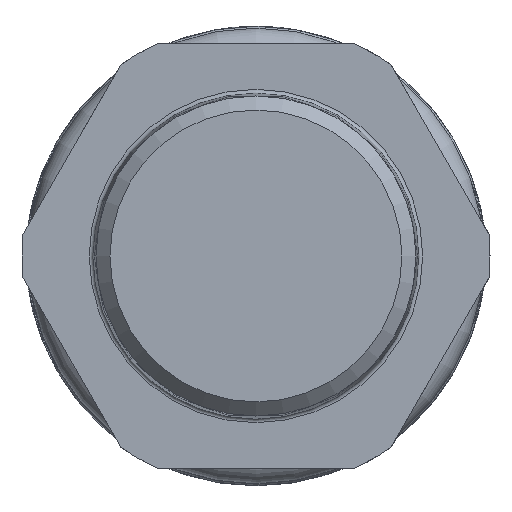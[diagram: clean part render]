
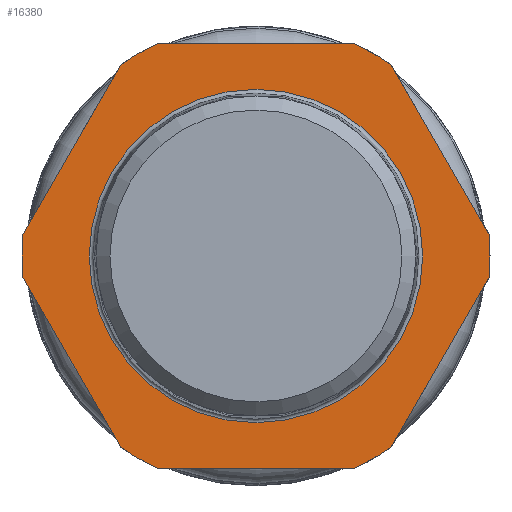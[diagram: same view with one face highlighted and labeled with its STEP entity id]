
A CAD part, left-side view. The second image highlights one B-rep face of the part: STEP entity #16380.
In plain terms, the highlighted planar face has unit normal (-1, 0, 0).
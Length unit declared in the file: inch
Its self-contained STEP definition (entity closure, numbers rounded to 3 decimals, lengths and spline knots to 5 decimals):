
#129=FACE_BOUND('',#3839,.T.);
#1855=CIRCLE('',#18008,0.84961);
#1856=CIRCLE('',#18009,0.84961);
#1860=CIRCLE('',#18015,1.19291);
#1861=CIRCLE('',#18016,1.19291);
#1862=CIRCLE('',#18017,1.19291);
#1863=CIRCLE('',#18018,1.19291);
#1864=CIRCLE('',#18019,1.19291);
#1865=CIRCLE('',#18020,1.19291);
#2929=FACE_OUTER_BOUND('',#3838,.T.);
#3838=EDGE_LOOP('',(#15006,#15007,#15008,#15009,#15010,#15011,#15012,#15013,
#15014,#15015,#15016,#15017));
#3839=EDGE_LOOP('',(#15018,#15019));
#4834=LINE('',#33459,#5545);
#4835=LINE('',#33463,#5546);
#4836=LINE('',#33467,#5547);
#4837=LINE('',#33471,#5548);
#4838=LINE('',#33475,#5549);
#4839=LINE('',#33479,#5550);
#5545=VECTOR('',#21935,0.3937);
#5546=VECTOR('',#21938,0.3937);
#5547=VECTOR('',#21941,0.3937);
#5548=VECTOR('',#21944,0.3937);
#5549=VECTOR('',#21947,0.3937);
#5550=VECTOR('',#21950,0.3937);
#7731=VERTEX_POINT('',#33444);
#7732=VERTEX_POINT('',#33446);
#7735=VERTEX_POINT('',#33457);
#7736=VERTEX_POINT('',#33458);
#7737=VERTEX_POINT('',#33460);
#7738=VERTEX_POINT('',#33462);
#7739=VERTEX_POINT('',#33464);
#7740=VERTEX_POINT('',#33466);
#7741=VERTEX_POINT('',#33468);
#7742=VERTEX_POINT('',#33470);
#7743=VERTEX_POINT('',#33472);
#7744=VERTEX_POINT('',#33474);
#7745=VERTEX_POINT('',#33476);
#7746=VERTEX_POINT('',#33478);
#10165=EDGE_CURVE('',#7731,#7732,#1855,.T.);
#10166=EDGE_CURVE('',#7732,#7731,#1856,.T.);
#10171=EDGE_CURVE('',#7735,#7736,#4834,.T.);
#10172=EDGE_CURVE('',#7737,#7736,#1860,.T.);
#10173=EDGE_CURVE('',#7737,#7738,#4835,.T.);
#10174=EDGE_CURVE('',#7739,#7738,#1861,.T.);
#10175=EDGE_CURVE('',#7739,#7740,#4836,.T.);
#10176=EDGE_CURVE('',#7741,#7740,#1862,.T.);
#10177=EDGE_CURVE('',#7741,#7742,#4837,.T.);
#10178=EDGE_CURVE('',#7743,#7742,#1863,.T.);
#10179=EDGE_CURVE('',#7743,#7744,#4838,.T.);
#10180=EDGE_CURVE('',#7745,#7744,#1864,.T.);
#10181=EDGE_CURVE('',#7745,#7746,#4839,.T.);
#10182=EDGE_CURVE('',#7735,#7746,#1865,.T.);
#15006=ORIENTED_EDGE('',*,*,#10171,.T.);
#15007=ORIENTED_EDGE('',*,*,#10172,.F.);
#15008=ORIENTED_EDGE('',*,*,#10173,.T.);
#15009=ORIENTED_EDGE('',*,*,#10174,.F.);
#15010=ORIENTED_EDGE('',*,*,#10175,.T.);
#15011=ORIENTED_EDGE('',*,*,#10176,.F.);
#15012=ORIENTED_EDGE('',*,*,#10177,.T.);
#15013=ORIENTED_EDGE('',*,*,#10178,.F.);
#15014=ORIENTED_EDGE('',*,*,#10179,.T.);
#15015=ORIENTED_EDGE('',*,*,#10180,.F.);
#15016=ORIENTED_EDGE('',*,*,#10181,.T.);
#15017=ORIENTED_EDGE('',*,*,#10182,.F.);
#15018=ORIENTED_EDGE('',*,*,#10166,.F.);
#15019=ORIENTED_EDGE('',*,*,#10165,.F.);
#15522=PLANE('',#18014);
#16380=ADVANCED_FACE('',(#2929,#129),#15522,.T.);
#18008=AXIS2_PLACEMENT_3D('',#33447,#21920,#21921);
#18009=AXIS2_PLACEMENT_3D('',#33448,#21922,#21923);
#18014=AXIS2_PLACEMENT_3D('',#33456,#21933,#21934);
#18015=AXIS2_PLACEMENT_3D('',#33461,#21936,#21937);
#18016=AXIS2_PLACEMENT_3D('',#33465,#21939,#21940);
#18017=AXIS2_PLACEMENT_3D('',#33469,#21942,#21943);
#18018=AXIS2_PLACEMENT_3D('',#33473,#21945,#21946);
#18019=AXIS2_PLACEMENT_3D('',#33477,#21948,#21949);
#18020=AXIS2_PLACEMENT_3D('',#33480,#21951,#21952);
#21920=DIRECTION('center_axis',(-1.,0.,0.));
#21921=DIRECTION('ref_axis',(0.,1.,0.));
#21922=DIRECTION('center_axis',(-1.,0.,0.));
#21923=DIRECTION('ref_axis',(0.,1.,0.));
#21933=DIRECTION('center_axis',(-1.,0.,0.));
#21934=DIRECTION('ref_axis',(0.,1.,0.));
#21935=DIRECTION('',(0.,0.5,0.866));
#21936=DIRECTION('center_axis',(1.,0.,0.));
#21937=DIRECTION('ref_axis',(0.,-1.,0.));
#21938=DIRECTION('',(0.,1.,0.));
#21939=DIRECTION('center_axis',(1.,0.,0.));
#21940=DIRECTION('ref_axis',(0.,-1.,0.));
#21941=DIRECTION('',(0.,0.5,-0.866));
#21942=DIRECTION('center_axis',(1.,0.,0.));
#21943=DIRECTION('ref_axis',(0.,-1.,0.));
#21944=DIRECTION('',(0.,-0.5,-0.866));
#21945=DIRECTION('center_axis',(1.,0.,0.));
#21946=DIRECTION('ref_axis',(0.,-1.,0.));
#21947=DIRECTION('',(0.,-1.,0.));
#21948=DIRECTION('center_axis',(1.,0.,0.));
#21949=DIRECTION('ref_axis',(0.,-1.,0.));
#21950=DIRECTION('',(0.,-0.5,0.866));
#21951=DIRECTION('center_axis',(1.,0.,0.));
#21952=DIRECTION('ref_axis',(0.,-1.,0.));
#33444=CARTESIAN_POINT('',(-1.49252,0.84961,0.));
#33446=CARTESIAN_POINT('',(-1.49252,-0.84961,0.));
#33447=CARTESIAN_POINT('Origin',(-1.49252,0.,
0.));
#33448=CARTESIAN_POINT('Origin',(-1.49252,0.,
0.));
#33456=CARTESIAN_POINT('Origin',(-1.49252,0.,
-1.19291));
#33457=CARTESIAN_POINT('',(-1.49252,-1.18805,0.10759));
#33458=CARTESIAN_POINT('',(-1.49252,-0.6872,0.97509));
#33459=CARTESIAN_POINT('',(-1.49252,-1.32111,-0.12288));
#33460=CARTESIAN_POINT('',(-1.49252,-0.50085,1.08268));
#33461=CARTESIAN_POINT('Origin',(-1.49252,0.,
0.));
#33462=CARTESIAN_POINT('',(-1.49252,0.50085,1.08268));
#33463=CARTESIAN_POINT('',(-1.49252,-0.25043,1.08268));
#33464=CARTESIAN_POINT('',(-1.49252,0.6872,0.97509));
#33465=CARTESIAN_POINT('Origin',(-1.49252,0.,
0.));
#33466=CARTESIAN_POINT('',(-1.49252,1.18805,0.10759));
#33467=CARTESIAN_POINT('',(-1.49252,1.07069,0.31087));
#33468=CARTESIAN_POINT('',(-1.49252,1.18805,-0.10759));
#33469=CARTESIAN_POINT('Origin',(-1.49252,0.,
0.));
#33470=CARTESIAN_POINT('',(-1.49252,0.6872,-0.97509));
#33471=CARTESIAN_POINT('',(-1.49252,0.80457,-0.77181));
#33472=CARTESIAN_POINT('',(-1.49252,0.50085,-1.08268));
#33473=CARTESIAN_POINT('Origin',(-1.49252,0.,
0.));
#33474=CARTESIAN_POINT('',(-1.49252,-0.50085,-1.08268));
#33475=CARTESIAN_POINT('',(-1.49252,0.25043,-1.08268));
#33476=CARTESIAN_POINT('',(-1.49252,-0.6872,-0.97509));
#33477=CARTESIAN_POINT('Origin',(-1.49252,0.,
0.));
#33478=CARTESIAN_POINT('',(-1.49252,-1.18805,-0.10759));
#33479=CARTESIAN_POINT('',(-1.49252,-0.55414,-1.20556));
#33480=CARTESIAN_POINT('Origin',(-1.49252,0.,
0.));
